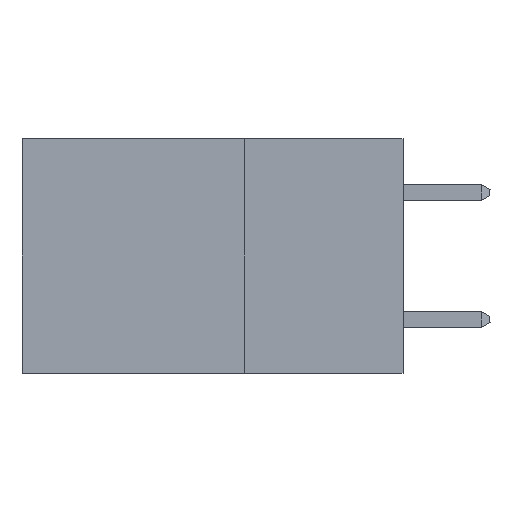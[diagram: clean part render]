
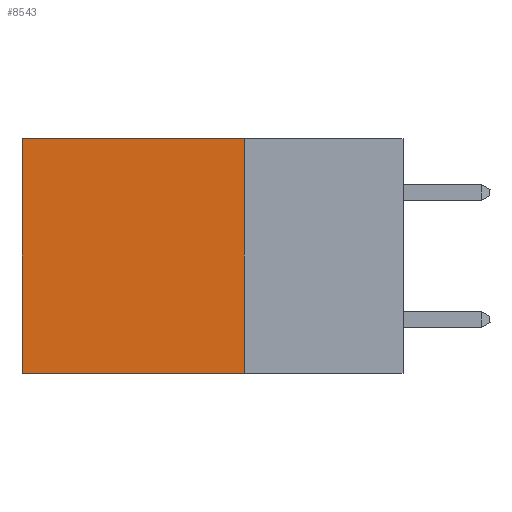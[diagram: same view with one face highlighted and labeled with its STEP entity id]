
A CAD part, left-side view. The second image highlights one B-rep face of the part: STEP entity #8543.
In plain terms, the highlighted planar face has unit normal (-1, 0, 0).
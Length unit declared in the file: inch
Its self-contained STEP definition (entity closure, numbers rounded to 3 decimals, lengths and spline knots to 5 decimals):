
#117 = CARTESIAN_POINT ( 'NONE',  ( 0.2875, 0.6, 0. ) ) ;
#966 = VERTEX_POINT ( 'NONE', #6753 ) ;
#1536 = PLANE ( 'NONE',  #21157 ) ;
#3403 = DIRECTION ( 'NONE',  ( 1., 0., 0. ) ) ;
#4327 = ORIENTED_EDGE ( 'NONE', *, *, #4592, .F. ) ;
#4592 = EDGE_CURVE ( 'NONE', #8889, #4706, #10045, .T. ) ;
#4706 = VERTEX_POINT ( 'NONE', #18134 ) ;
#5162 = VECTOR ( 'NONE', #15666, 39.37008 ) ;
#6404 = CARTESIAN_POINT ( 'NONE',  ( 0.2875, 0.25, -0.37 ) ) ;
#6441 = FACE_OUTER_BOUND ( 'NONE', #6652, .T. ) ;
#6652 = EDGE_LOOP ( 'NONE', ( #20353, #4327, #7239, #10789 ) ) ;
#6753 = CARTESIAN_POINT ( 'NONE',  ( 0.2875, 0.25, 0. ) ) ;
#7239 = ORIENTED_EDGE ( 'NONE', *, *, #15770, .F. ) ;
#7420 = EDGE_CURVE ( 'NONE', #17373, #4706, #9821, .T. ) ;
#7613 = EDGE_CURVE ( 'NONE', #966, #17373, #15360, .T. ) ;
#8543 = ADVANCED_FACE ( 'NONE', ( #6441 ), #1536, .F. ) ;
#8889 = VERTEX_POINT ( 'NONE', #13207 ) ;
#9821 = LINE ( 'NONE', #10091, #18687 ) ;
#9952 = LINE ( 'NONE', #13879, #5162 ) ;
#10045 = LINE ( 'NONE', #6404, #19464 ) ;
#10091 = CARTESIAN_POINT ( 'NONE',  ( 0.2875, 0.6, 0. ) ) ;
#10789 = ORIENTED_EDGE ( 'NONE', *, *, #7613, .T. ) ;
#12320 = CARTESIAN_POINT ( 'NONE',  ( 0.2875, 0.25, 0. ) ) ;
#12482 = DIRECTION ( 'NONE',  ( 0., 1., 0. ) ) ;
#13207 = CARTESIAN_POINT ( 'NONE',  ( 0.2875, 0.25, -0.37 ) ) ;
#13879 = CARTESIAN_POINT ( 'NONE',  ( 0.2875, 0.25, 0. ) ) ;
#14148 = CARTESIAN_POINT ( 'NONE',  ( 0.2875, 0.25, 0. ) ) ;
#14799 = VECTOR ( 'NONE', #17595, 39.37008 ) ;
#15360 = LINE ( 'NONE', #12320, #14799 ) ;
#15434 = DIRECTION ( 'NONE',  ( 0., 0., -1. ) ) ;
#15666 = DIRECTION ( 'NONE',  ( 0., 0., -1. ) ) ;
#15770 = EDGE_CURVE ( 'NONE', #966, #8889, #9952, .T. ) ;
#15929 = DIRECTION ( 'NONE',  ( 0., 0., -1. ) ) ;
#17373 = VERTEX_POINT ( 'NONE', #117 ) ;
#17595 = DIRECTION ( 'NONE',  ( 0., 1., 0. ) ) ;
#18134 = CARTESIAN_POINT ( 'NONE',  ( 0.2875, 0.6, -0.37 ) ) ;
#18687 = VECTOR ( 'NONE', #15434, 39.37008 ) ;
#19464 = VECTOR ( 'NONE', #12482, 39.37008 ) ;
#20353 = ORIENTED_EDGE ( 'NONE', *, *, #7420, .T. ) ;
#21157 = AXIS2_PLACEMENT_3D ( 'NONE', #14148, #3403, #15929 ) ;
